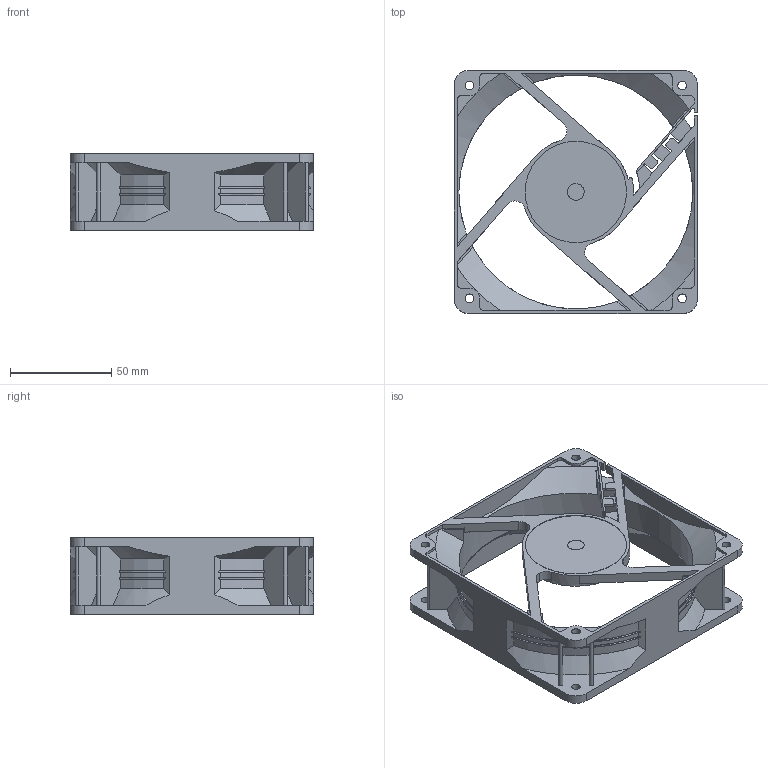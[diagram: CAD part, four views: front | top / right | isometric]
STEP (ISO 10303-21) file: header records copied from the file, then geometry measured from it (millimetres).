
FILE_DESCRIPTION (( 'STEP AP203' ), '1' );
FILE_NAME ('OD1238_m0_frame.stp', '2024-02-23T16:28:44', ( '' ), ( '' ), 'SwSTEP 2.0', 'SolidWorks 2018', '' );
FILE_SCHEMA (( 'CONFIG_CONTROL_DESIGN' ));
Length unit declared in the file: millimetre
Products named in the file (1): OD1238_m0_frame
Bounding box: 120.15 x 120 x 38 mm (x, y, z)
Volume: 52795.4 mm3; surface area: 56274.3 mm2
Topology: 1 solids, 1 shells, 390 faces, 1225 edges, 835 vertices
Faces by surface type: plane 205, cylinder 130, cone 31, torus 24
Entity records: 16433 total; most frequent: CARTESIAN_POINT 5741, ORIENTED_EDGE 2450, DIRECTION 1992, EDGE_CURVE 1225, VERTEX_POINT 835, AXIS2_PLACEMENT_3D 720, VECTOR 552, LINE 552
